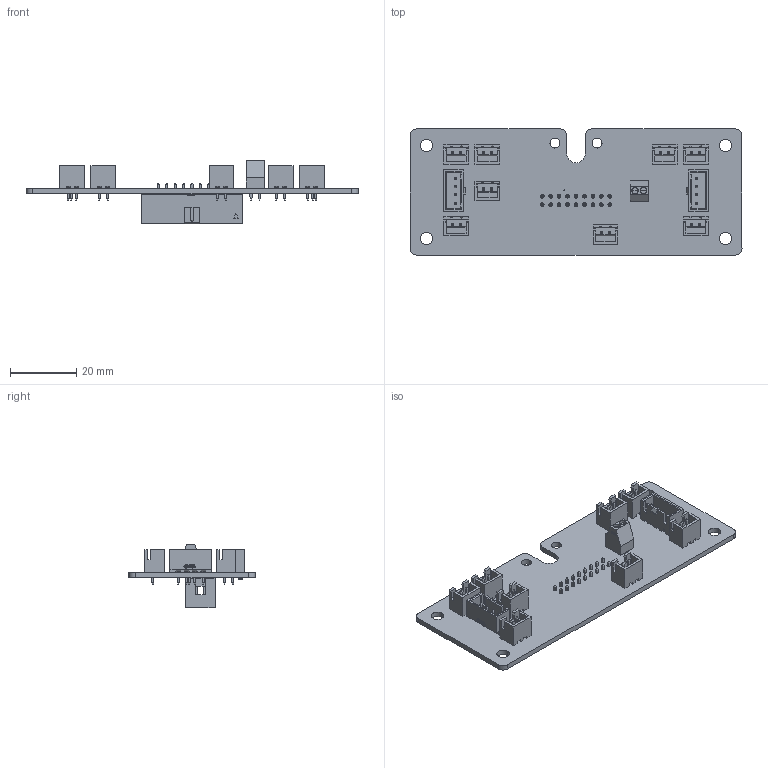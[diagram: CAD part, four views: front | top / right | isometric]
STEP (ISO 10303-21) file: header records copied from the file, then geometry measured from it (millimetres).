
FILE_DESCRIPTION(/* description */ (''),/* implementation_level */ '2;1');
FILE_NAME(/* name */ 'Heron-v0-frameboard_2023-02-16.step',/* time_stamp */ '2024-08-29T19:57:19+08:00',/* author */ (''),/* organization */ (''),/* preprocessor_version */ 'ST-DEVELOPER v20',/* originating_system */ 'Autodesk Translation Framework v13.14.0.145',/* authorisation */ '');
FILE_SCHEMA (('AUTOMOTIVE_DESIGN { 1 0 10303 214 3 1 1 }'));
Products named in the file (25): 3D_PCB_Heron-v0-frameboard_2023-02-16_v1; COMPOUND; CN2; CN7; CONN-TH_4P-P2.50_HDGC2512WV-4P; SOLID; CN6; CN9; CN3; CN5; CN11; CN12; CN4; CN10; CONN-TH_2P-P2.54; SOLID (1); U4; CONN-TH_2P-P2.54_TOPONELEC_TY308-2.54-02P-14-00AH; COMPOUND (1); R1; R0805; COMPOUND (2); CN1; CONN-TH_18P-P2.54_KINGHELM_KH-2.54PH180-2X9P-L8.9; COMPOUND (3)
Assembly tree (32 placements, depth 4):
  3D_PCB_Heron-v0-frameboard_2023-02-16_v1
    COMPOUND
    CN2
      CONN-TH_4P-P2.50_HDGC2512WV-4P
        SOLID
    CN7
      CONN-TH_4P-P2.50_HDGC2512WV-4P
        SOLID
    CN6
      CONN-TH_2P-P2.54
        SOLID (1)
    CN9
      CONN-TH_2P-P2.54
        SOLID (1)
    CN3
      CONN-TH_2P-P2.54
        SOLID (1)
    CN5
      CONN-TH_2P-P2.54
        SOLID (1)
    CN11
      CONN-TH_2P-P2.54
        SOLID (1)
    CN12
      CONN-TH_2P-P2.54
        SOLID (1)
    CN4
      CONN-TH_2P-P2.54
        SOLID (1)
    CN10
      CONN-TH_2P-P2.54
        SOLID (1)
    U4
      CONN-TH_2P-P2.54_TOPONELEC_TY308-2.54-02P-14-00AH
        COMPOUND (1)
    R1
      R0805
        COMPOUND (2)
    CN1
      CONN-TH_18P-P2.54_KINGHELM_KH-2.54PH180-2X9P-L8.9
        COMPOUND (3)
Bounding box: 99.97 x 37.97 x 19.15 mm (x, y, z)
Volume: 9132.2 mm3; surface area: 15112.4 mm2
Topology: 47 solids, 47 shells, 4460 faces, 11848 edges, 7776 vertices
Faces by surface type: plane 3035, bspline 1288, cylinder 137
Full cylindrical faces by diameter (mm): 0.305 x1, 0.4 x4, 0.914 x8, 1.1 x18, 1.3 x2, 1.9 x2, 2 x2, 3 x2, 3.754 x1
Entity records: 65575 total; most frequent: CARTESIAN_POINT 16530, ORIENTED_EDGE 10268, DIRECTION 8204, EDGE_CURVE 5134, LINE 3928, VECTOR 3928, VERTEX_POINT 3350, EDGE_LOOP 2226
